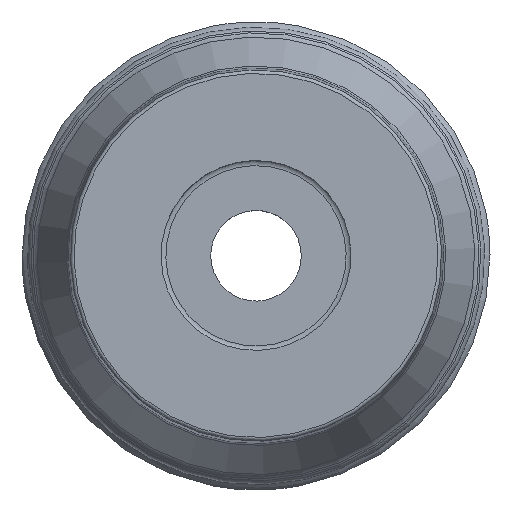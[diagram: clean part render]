
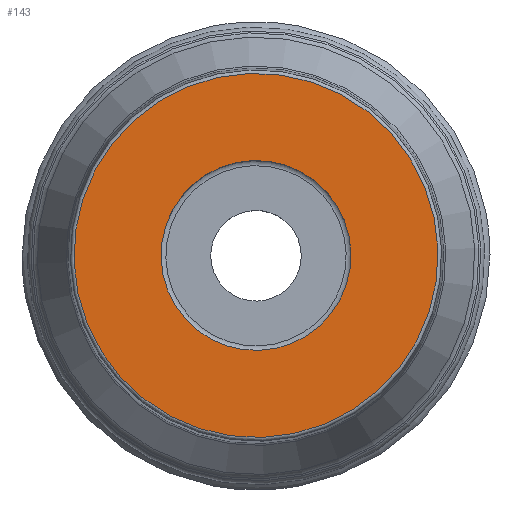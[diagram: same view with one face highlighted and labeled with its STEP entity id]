
A CAD part, top view. The second image highlights one B-rep face of the part: STEP entity #143.
In plain terms, the highlighted planar face has unit normal (0, 0, 1).
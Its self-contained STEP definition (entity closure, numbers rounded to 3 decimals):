
#101=PLANE('',#573);
#143=ADVANCED_FACE('CU_BACK_F001',(#214,#215),#101,.F.);
#214=FACE_BOUND('',#273,.T.);
#215=FACE_BOUND('',#274,.T.);
#273=EDGE_LOOP('',(#331));
#274=EDGE_LOOP('',(#332));
#331=ORIENTED_EDGE('',*,*,#383,.F.);
#332=ORIENTED_EDGE('',*,*,#391,.T.);
#353=VERTEX_POINT('',#793);
#361=VERTEX_POINT('',#818);
#383=EDGE_CURVE('',#353,#353,#412,.T.);
#391=EDGE_CURVE('',#361,#361,#420,.T.);
#412=CIRCLE('',#554,11.005);
#420=CIRCLE('',#571,21.1);
#554=AXIS2_PLACEMENT_3D('',#792,#670,#671);
#571=AXIS2_PLACEMENT_3D('',#817,#704,#705);
#573=AXIS2_PLACEMENT_3D('',#820,#708,#709);
#670=DIRECTION('',(0.,0.,1.));
#671=DIRECTION('',(0.978,0.208,0.));
#704=DIRECTION('',(0.,0.,1.));
#705=DIRECTION('',(0.978,0.208,0.));
#708=DIRECTION('',(0.,0.,-1.));
#709=DIRECTION('',(-0.978,-0.208,0.));
#792=CARTESIAN_POINT('',(0.,0.,0.));
#793=CARTESIAN_POINT('',(10.765,2.288,0.));
#817=CARTESIAN_POINT('',(0.,0.,0.));
#818=CARTESIAN_POINT('',(20.639,4.387,0.));
#820=CARTESIAN_POINT('',(-20.5,0.,0.));
